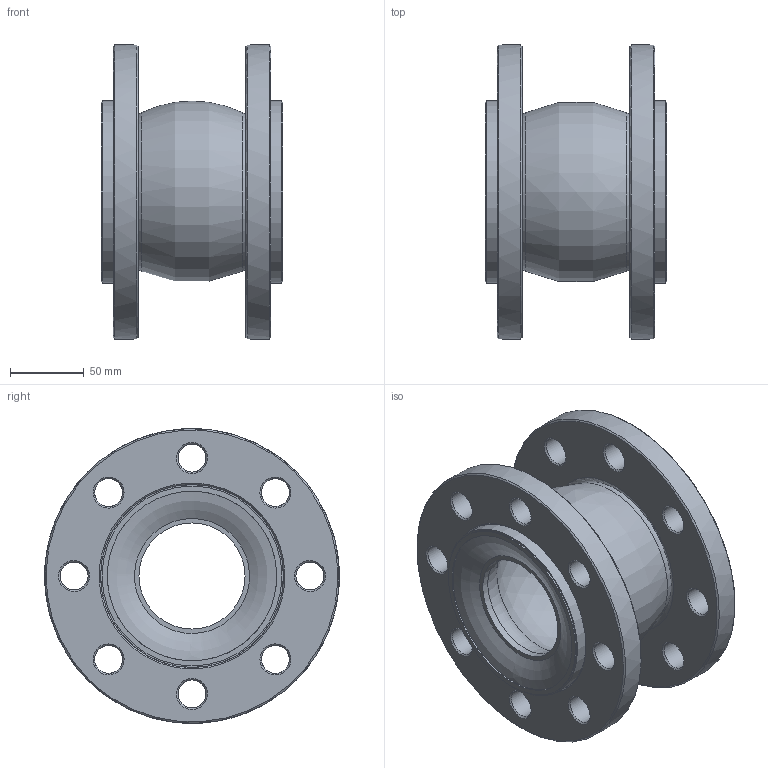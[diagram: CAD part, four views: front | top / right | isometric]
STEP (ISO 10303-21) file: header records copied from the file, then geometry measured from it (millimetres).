
FILE_DESCRIPTION(('HOOPS Exchange Step'),'2;1');
FILE_NAME('KP01_DN80.stp','2025-12-08T09:51:49+01:00',('nieru'),('Unknown organisation'),'HOOPS Exchange 2024.2','HOOPS Exchange','Unknown authorisation');
FILE_SCHEMA( ('AP203_CONFIGURATION_CONTROLLED_3D_DESIGN_OF_MECHANICAL_PARTS_AND_ASSEMBLIES_MIM_LF') );
Length unit declared in the file: millimetre
Products named in the file (3): 0; root
Assembly tree (2 placements, depth 3):
  root
    0
      0
Bounding box: 123 x 199.93 x 199.93 mm (x, y, z)
Volume: 1145001.7 mm3; surface area: 231399.4 mm2
Topology: 3 solids, 3 shells, 98 faces, 304 edges, 220 vertices
Faces by surface type: cone 40, cylinder 26, plane 14, bspline 10, torus 7, sphere 1
Full cylindrical faces by diameter (mm): 19 x16, 72 x2, 104.158 x4, 122 x2, 200 x2
Entity records: 41375 total; most frequent: CARTESIAN_POINT 38799, ORIENTED_EDGE 608, DIRECTION 362, EDGE_CURVE 304, VERTEX_POINT 220, B_SPLINE_CURVE_WITH_KNOTS 180, AXIS2_PLACEMENT_3D 145, EDGE_LOOP 144
